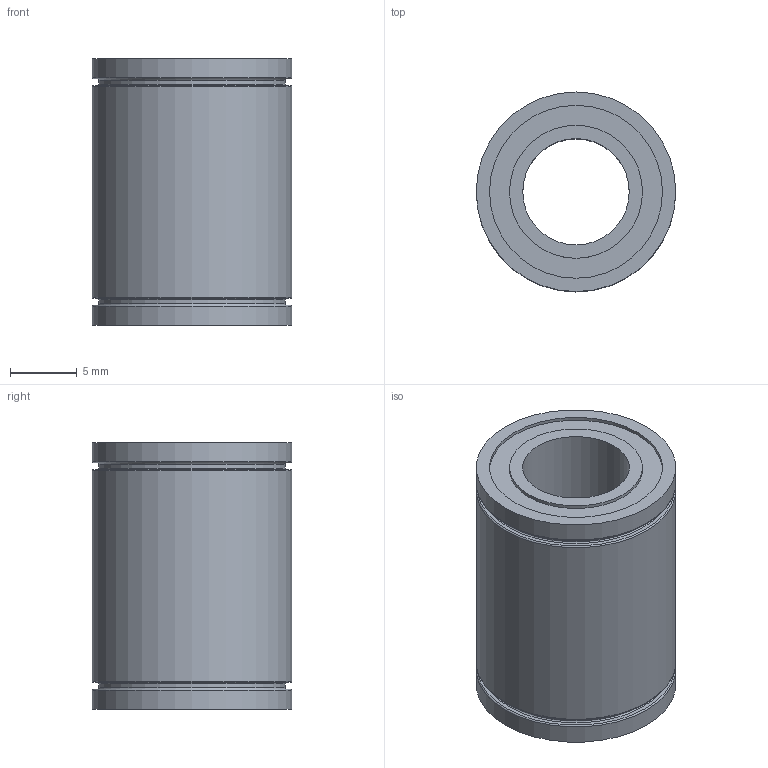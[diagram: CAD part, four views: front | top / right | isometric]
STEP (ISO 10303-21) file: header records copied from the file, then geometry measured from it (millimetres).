
FILE_DESCRIPTION(/* description */ (''),/* implementation_level */ '2;1');
FILE_NAME(/* name */ 'LM8UU.step',/* time_stamp */ '2024-03-26T12:28:56+01:00',/* author */ (''),/* organization */ (''),/* preprocessor_version */ 'ST-DEVELOPER v20',/* originating_system */ 'Autodesk Translation Framework v12.20.1.177',/* authorisation */ '');
FILE_SCHEMA (('AUTOMOTIVE_DESIGN { 1 0 10303 214 3 1 1 }'));
Length unit declared in the file: millimetre
Products named in the file (1): LM8UU
Bounding box: 15 x 15 x 20 mm (x, y, z)
Volume: 2479.1 mm3; surface area: 1806.5 mm2
Topology: 1 solids, 1 shells, 28 faces, 50 edges, 32 vertices
Faces by surface type: cylinder 10, plane 10, torus 8
Full cylindrical faces by diameter (mm): 8 x1, 10 x2, 13 x2, 14 x2, 15 x3
Entity records: 774 total; most frequent: DIRECTION 148, CARTESIAN_POINT 111, ORIENTED_EDGE 100, AXIS2_PLACEMENT_3D 69, EDGE_CURVE 50, CIRCLE 40, EDGE_LOOP 38, VERTEX_POINT 32
